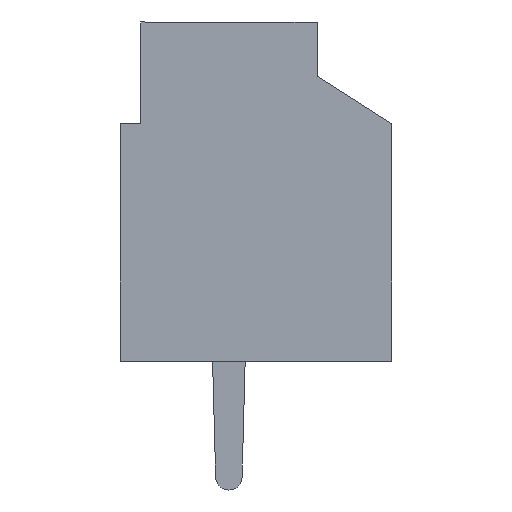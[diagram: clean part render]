
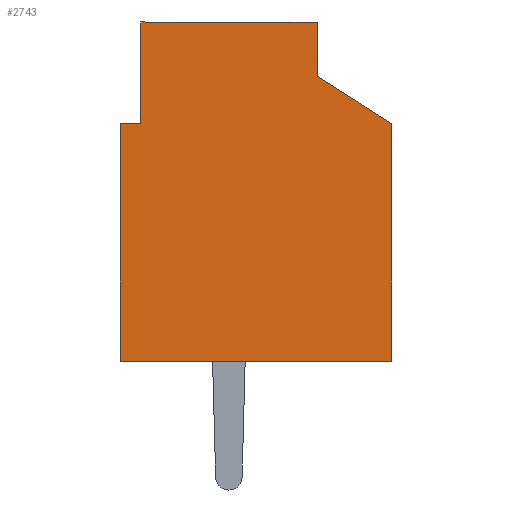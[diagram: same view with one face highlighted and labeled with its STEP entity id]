
A CAD part, left-side view. The second image highlights one B-rep face of the part: STEP entity #2743.
In plain terms, the highlighted planar face has unit normal (-1, 0, 0).
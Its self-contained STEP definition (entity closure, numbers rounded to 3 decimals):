
#443=ORIENTED_EDGE('',*,*,#1184,.F.);
#444=ORIENTED_EDGE('',*,*,#1202,.F.);
#445=ORIENTED_EDGE('',*,*,#1221,.F.);
#446=ORIENTED_EDGE('',*,*,#1219,.F.);
#447=ORIENTED_EDGE('',*,*,#1199,.F.);
#448=ORIENTED_EDGE('',*,*,#1191,.F.);
#449=ORIENTED_EDGE('',*,*,#1188,.F.);
#450=ORIENTED_EDGE('',*,*,#1185,.F.);
#1184=EDGE_CURVE('',#1576,#1574,#1867,.T.);
#1185=EDGE_CURVE('',#1574,#1577,#1868,.T.);
#1188=EDGE_CURVE('',#1577,#1579,#1871,.T.);
#1191=EDGE_CURVE('',#1579,#1581,#1874,.T.);
#1199=EDGE_CURVE('',#1581,#1587,#1881,.T.);
#1202=EDGE_CURVE('',#1588,#1576,#1884,.T.);
#1219=EDGE_CURVE('',#1587,#1605,#1901,.T.);
#1221=EDGE_CURVE('',#1605,#1588,#1903,.T.);
#1574=VERTEX_POINT('',#4024);
#1576=VERTEX_POINT('',#4028);
#1577=VERTEX_POINT('',#4032);
#1579=VERTEX_POINT('',#4038);
#1581=VERTEX_POINT('',#4044);
#1587=VERTEX_POINT('',#4060);
#1588=VERTEX_POINT('',#4064);
#1605=VERTEX_POINT('',#4100);
#1867=LINE('',#4029,#2059);
#1868=LINE('',#4031,#2060);
#1871=LINE('',#4037,#2063);
#1874=LINE('',#4043,#2066);
#1881=LINE('',#4059,#2073);
#1884=LINE('',#4065,#2076);
#1901=LINE('',#4099,#2093);
#1903=LINE('',#4103,#2095);
#2059=VECTOR('',#3310,1000.);
#2060=VECTOR('',#3313,1000.);
#2063=VECTOR('',#3318,1000.);
#2066=VECTOR('',#3323,1000.);
#2073=VECTOR('',#3336,1000.);
#2076=VECTOR('',#3341,1000.);
#2093=VECTOR('',#3360,1000.);
#2095=VECTOR('',#3364,1000.);
#2247=EDGE_LOOP('',(#443,#444,#445,#446,#447,#448,#449,#450));
#2449=FACE_BOUND('',#2247,.T.);
#2635=PLANE('',#2972);
#2743=ADVANCED_FACE('',(#2449),#2635,.F.);
#2972=AXIS2_PLACEMENT_3D('',#4102,#3362,#3363);
#3310=DIRECTION('',(0.,0.,1.));
#3313=DIRECTION('',(0.,-1.,0.));
#3318=DIRECTION('',(0.,0.,1.));
#3323=DIRECTION('',(0.,-1.,0.));
#3336=DIRECTION('',(0.,0.,-1.));
#3341=DIRECTION('',(0.,1.,0.));
#3360=DIRECTION('',(0.,-0.844,-0.537));
#3362=DIRECTION('',(1.,0.,0.));
#3363=DIRECTION('',(0.,1.,0.));
#3364=DIRECTION('',(0.,0.,-1.));
#4024=CARTESIAN_POINT('',(-17.5,0.,7.));
#4028=CARTESIAN_POINT('',(-17.5,0.,0.));
#4029=CARTESIAN_POINT('',(-17.5,0.,7.));
#4031=CARTESIAN_POINT('',(-17.5,-0.6,7.));
#4032=CARTESIAN_POINT('',(-17.5,-0.6,7.));
#4037=CARTESIAN_POINT('',(-17.5,-0.6,10.));
#4038=CARTESIAN_POINT('',(-17.5,-0.6,10.));
#4043=CARTESIAN_POINT('',(-17.5,-5.8,10.));
#4044=CARTESIAN_POINT('',(-17.5,-5.8,10.));
#4059=CARTESIAN_POINT('',(-17.5,-5.8,10.));
#4060=CARTESIAN_POINT('',(-17.5,-5.8,8.4));
#4064=CARTESIAN_POINT('',(-17.5,-8.,0.));
#4065=CARTESIAN_POINT('',(-17.5,-8.,0.));
#4099=CARTESIAN_POINT('',(-17.5,-5.8,8.4));
#4100=CARTESIAN_POINT('',(-17.5,-8.,7.));
#4102=CARTESIAN_POINT('',(-17.5,-5.8,8.4));
#4103=CARTESIAN_POINT('',(-17.5,-8.,7.));
